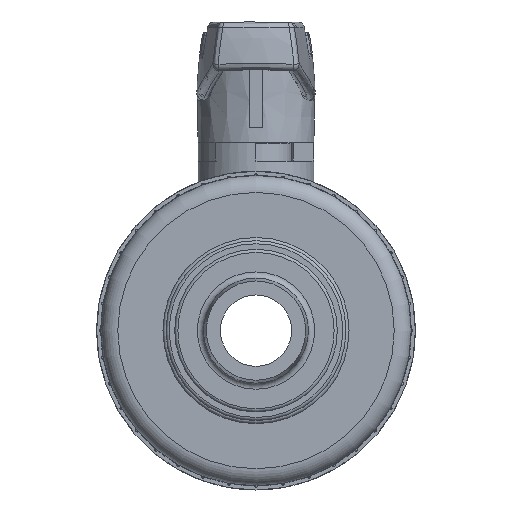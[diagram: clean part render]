
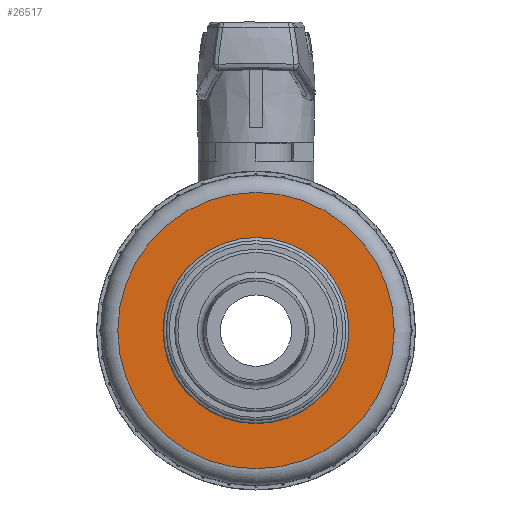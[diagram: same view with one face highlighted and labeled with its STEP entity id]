
A CAD part, left-side view. The second image highlights one B-rep face of the part: STEP entity #26517.
In plain terms, the highlighted planar face has unit normal (-1, 0, 0).
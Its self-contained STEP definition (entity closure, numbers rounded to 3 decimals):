
#1918=FACE_BOUND('',#4601,.T.);
#2184=PLANE('',#28616);
#3039=FACE_OUTER_BOUND('',#4600,.T.);
#4600=EDGE_LOOP('',(#19744));
#4601=EDGE_LOOP('',(#19745));
#10272=CIRCLE('',#28617,22.277);
#10273=CIRCLE('',#28618,15.);
#11575=VERTEX_POINT('',#46402);
#11576=VERTEX_POINT('',#46404);
#14665=EDGE_CURVE('',#11575,#11575,#10272,.T.);
#14666=EDGE_CURVE('',#11576,#11576,#10273,.T.);
#19744=ORIENTED_EDGE('',*,*,#14665,.T.);
#19745=ORIENTED_EDGE('',*,*,#14666,.T.);
#26517=ADVANCED_FACE('',(#3039,#1918),#2184,.F.);
#28616=AXIS2_PLACEMENT_3D('',#46401,#32211,#32212);
#28617=AXIS2_PLACEMENT_3D('',#46403,#32213,#32214);
#28618=AXIS2_PLACEMENT_3D('',#46405,#32215,#32216);
#32211=DIRECTION('center_axis',(1.,0.,0.));
#32212=DIRECTION('ref_axis',(0.,0.,
1.));
#32213=DIRECTION('center_axis',(-1.,0.,0.));
#32214=DIRECTION('ref_axis',(0.,0.,
1.));
#32215=DIRECTION('center_axis',(1.,0.,0.));
#32216=DIRECTION('ref_axis',(0.,0.,
1.));
#46401=CARTESIAN_POINT('Origin',(-28.607,0.,27.505));
#46402=CARTESIAN_POINT('',(-28.607,0.,-19.782));
#46403=CARTESIAN_POINT('Origin',(-28.607,0.,2.495));
#46404=CARTESIAN_POINT('',(-28.607,-15.,2.495));
#46405=CARTESIAN_POINT('Origin',(-28.607,0.,2.495));
